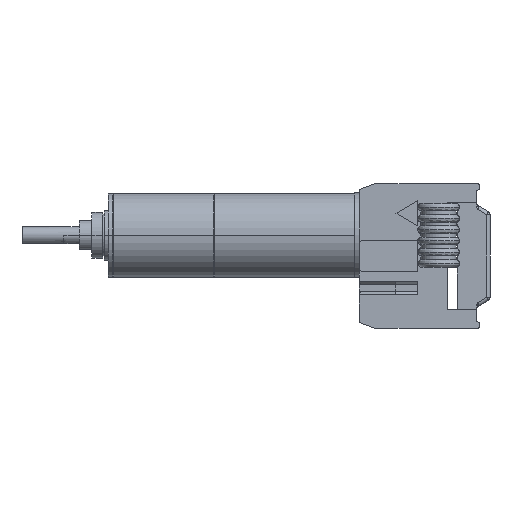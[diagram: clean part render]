
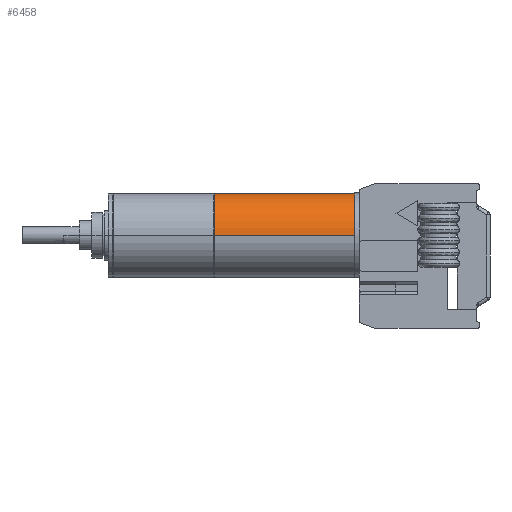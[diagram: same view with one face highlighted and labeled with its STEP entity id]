
A CAD part, front view. The second image highlights one B-rep face of the part: STEP entity #6458.
In plain terms, the highlighted cylindrical face has radius 5 mm (diameter 10 mm), a partial arc.
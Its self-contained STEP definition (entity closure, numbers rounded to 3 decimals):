
#1=CARTESIAN_POINT('',(20.5,0.,0.));
#2=DIRECTION('',(1.,0.,0.));
#3=DIRECTION('',(0.,1.,0.));
#4=AXIS2_PLACEMENT_3D('',#1,#2,#3);
#6=DIRECTION('',(-1.,0.,0.));
#7=VECTOR('',#6,16.7);
#8=CARTESIAN_POINT('',(20.5,5.,0.));
#9=LINE('',#8,#7);
#10=DIRECTION('',(1.,0.,0.));
#11=VECTOR('',#10,16.7);
#12=CARTESIAN_POINT('',(3.8,-5.,0.));
#13=LINE('',#12,#11);
#32=CARTESIAN_POINT('',(3.8,0.,0.));
#33=DIRECTION('',(1.,0.,0.));
#34=DIRECTION('',(0.,1.,0.));
#35=AXIS2_PLACEMENT_3D('',#32,#33,#34);
#6077=CARTESIAN_POINT('',(20.5,5.,0.));
#6078=CARTESIAN_POINT('',(20.5,-5.,0.));
#6079=VERTEX_POINT('',#6077);
#6080=VERTEX_POINT('',#6078);
#6359=CARTESIAN_POINT('',(3.8,5.,0.));
#6361=VERTEX_POINT('',#6359);
#6381=CARTESIAN_POINT('',(3.8,-5.,0.));
#6383=VERTEX_POINT('',#6381);
#6443=CARTESIAN_POINT('',(0.,0.,0.));
#6444=DIRECTION('',(1.,0.,0.));
#6445=DIRECTION('',(0.,-1.,0.));
#6446=AXIS2_PLACEMENT_3D('',#6443,#6444,#6445);
#6447=CYLINDRICAL_SURFACE('',#6446,5.);
#6449=ORIENTED_EDGE('',*,*,#6448,.F.);
#6451=ORIENTED_EDGE('',*,*,#6450,.F.);
#6453=ORIENTED_EDGE('',*,*,#6452,.F.);
#6455=ORIENTED_EDGE('',*,*,#6454,.T.);
#6456=EDGE_LOOP('',(#6449,#6451,#6453,#6455));
#6457=FACE_OUTER_BOUND('',#6456,.F.);
#6458=ADVANCED_FACE('',(#6457),#6447,.T.);
#5=CIRCLE('',#4,5.);
#36=CIRCLE('',#35,5.);
#6448=EDGE_CURVE('',#6383,#6080,#13,.T.);
#6450=EDGE_CURVE('',#6361,#6383,#36,.T.);
#6452=EDGE_CURVE('',#6079,#6361,#9,.T.);
#6454=EDGE_CURVE('',#6079,#6080,#5,.T.);
